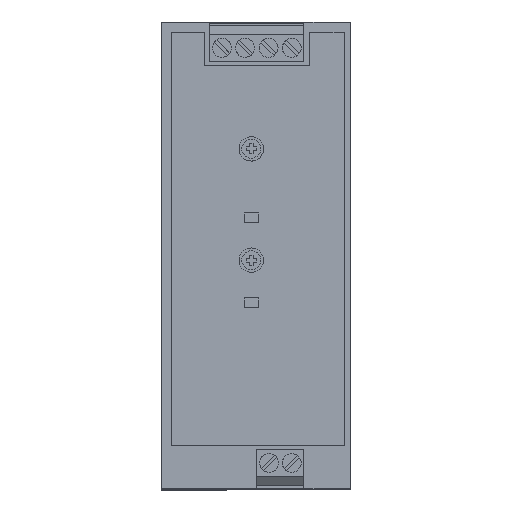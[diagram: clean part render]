
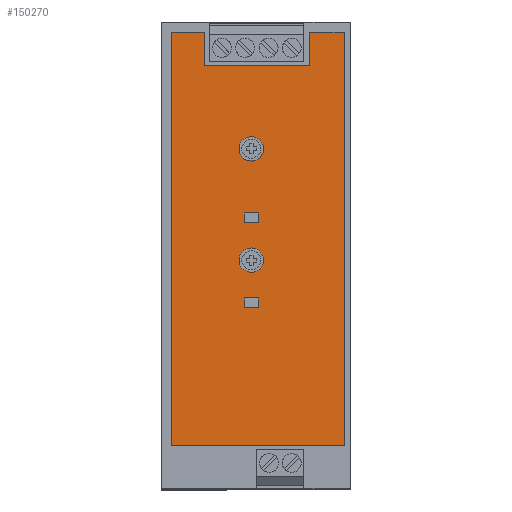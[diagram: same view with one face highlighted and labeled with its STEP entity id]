
A CAD part, top view. The second image highlights one B-rep face of the part: STEP entity #150270.
In plain terms, the highlighted face is planar.
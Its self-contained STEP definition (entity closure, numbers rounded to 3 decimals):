
#142310=CARTESIAN_POINT('',(14.614,88.9,47.35));
#142320=VERTEX_POINT('',#142310);
#142350=CARTESIAN_POINT('',(14.614,88.9,47.9));
#142360=DIRECTION('',(0.,0.,-1.));
#142370=VECTOR('',#142360,1.);
#142380=LINE('',#142350,#142370);
#142390=CARTESIAN_POINT('',(14.614,88.9,-40.214));
#142400=VERTEX_POINT('',#142390);
#142410=EDGE_CURVE('',#142320,#142400,#142380,.T.);
#144840=CARTESIAN_POINT('',(-0.85,88.9,-9.));
#144850=VERTEX_POINT('',#144840);
#144930=CARTESIAN_POINT('',(-0.85,88.9,-11.));
#144940=VERTEX_POINT('',#144930);
#144970=CARTESIAN_POINT('',(-0.85,88.9,0.));
#144980=DIRECTION('',(0.,0.,1.));
#144990=VECTOR('',#144980,1.);
#145000=LINE('',#144970,#144990);
#145010=EDGE_CURVE('',#144940,#144850,#145000,.T.);
#148250=CARTESIAN_POINT('',(-3.85,88.9,-11.));
#148260=VERTEX_POINT('',#148250);
#148290=CARTESIAN_POINT('',(0.,88.9,-11.));
#148300=DIRECTION('',(1.,0.,0.));
#148310=VECTOR('',#148300,1.);
#148320=LINE('',#148290,#148310);
#148330=EDGE_CURVE('',#148260,#144940,#148320,.T.);
#148560=CARTESIAN_POINT('',(7.6,88.9,40.15));
#148570=VERTEX_POINT('',#148560);
#148600=CARTESIAN_POINT('',(7.6,88.9,41.15));
#148610=DIRECTION('',(0.,0.,1.));
#148620=VECTOR('',#148610,1.);
#148630=LINE('',#148600,#148620);
#148640=CARTESIAN_POINT('',(7.6,88.9,47.35));
#148650=VERTEX_POINT('',#148640);
#148660=EDGE_CURVE('',#148570,#148650,#148630,.T.);
#148920=CARTESIAN_POINT('',(-10.375,88.9,0.));
#148930=DIRECTION('',(0.,1.,0.));
#148940=DIRECTION('',(0.,0.,1.));
#148950=AXIS2_PLACEMENT_3D('',#148920,#148930,#148940);
#148960=PLANE('',#148950);
#148970=CARTESIAN_POINT('',(-0.85,88.9,0.));
#148980=DIRECTION('',(0.,0.,1.));
#148990=VECTOR('',#148980,1.);
#149000=LINE('',#148970,#148990);
#149010=CARTESIAN_POINT('',(-0.85,88.9,7.));
#149020=VERTEX_POINT('',#149010);
#149030=CARTESIAN_POINT('',(-0.85,88.9,9.));
#149040=VERTEX_POINT('',#149030);
#149050=EDGE_CURVE('',#149020,#149040,#149000,.T.);
#149060=ORIENTED_EDGE('',*,*,#149050,.T.);
#149070=CARTESIAN_POINT('',(0.,88.9,7.));
#149080=DIRECTION('',(1.,0.,0.));
#149090=VECTOR('',#149080,1.);
#149100=LINE('',#149070,#149090);
#149110=CARTESIAN_POINT('',(-3.85,88.9,7.));
#149120=VERTEX_POINT('',#149110);
#149130=EDGE_CURVE('',#149120,#149020,#149100,.T.);
#149140=ORIENTED_EDGE('',*,*,#149130,.T.);
#149150=CARTESIAN_POINT('',(-3.85,88.9,0.));
#149160=DIRECTION('',(0.,0.,-1.));
#149170=VECTOR('',#149160,1.);
#149180=LINE('',#149150,#149170);
#149190=CARTESIAN_POINT('',(-3.85,88.9,9.));
#149200=VERTEX_POINT('',#149190);
#149210=EDGE_CURVE('',#149200,#149120,#149180,.T.);
#149220=ORIENTED_EDGE('',*,*,#149210,.T.);
#149230=CARTESIAN_POINT('',(0.,88.9,9.));
#149240=DIRECTION('',(-1.,0.,0.));
#149250=VECTOR('',#149240,1.);
#149260=LINE('',#149230,#149250);
#149270=EDGE_CURVE('',#149040,#149200,#149260,.T.);
#149280=ORIENTED_EDGE('',*,*,#149270,.T.);
#149290=EDGE_LOOP('',(#149280,#149220,#149140,#149060));
#149300=FACE_BOUND('',#149290,.T.);
#149310=CARTESIAN_POINT('',(-2.35,88.9,22.6));
#149320=DIRECTION('',(0.,-1.,0.));
#149330=DIRECTION('',(1.,0.,0.));
#149340=AXIS2_PLACEMENT_3D('',#149310,#149320,#149330);
#149350=CIRCLE('',#149340,2.6);
#149360=CARTESIAN_POINT('',(0.25,88.9,22.6));
#149370=VERTEX_POINT('',#149360);
#149380=CARTESIAN_POINT('',(-4.95,88.9,22.6));
#149390=VERTEX_POINT('',#149380);
#149400=EDGE_CURVE('',#149370,#149390,#149350,.T.);
#149410=ORIENTED_EDGE('',*,*,#149400,.T.);
#149420=EDGE_CURVE('',#149390,#149370,#149350,.T.);
#149430=ORIENTED_EDGE('',*,*,#149420,.T.);
#149440=EDGE_LOOP('',(#149430,#149410));
#149450=FACE_BOUND('',#149440,.T.);
#149460=ORIENTED_EDGE('',*,*,#148330,.T.);
#149470=CARTESIAN_POINT('',(-3.85,88.9,0.));
#149480=DIRECTION('',(0.,0.,-1.));
#149490=VECTOR('',#149480,1.);
#149500=LINE('',#149470,#149490);
#149510=CARTESIAN_POINT('',(-3.85,88.9,-9.));
#149520=VERTEX_POINT('',#149510);
#149530=EDGE_CURVE('',#149520,#148260,#149500,.T.);
#149540=ORIENTED_EDGE('',*,*,#149530,.T.);
#149550=CARTESIAN_POINT('',(0.,88.9,-9.));
#149560=DIRECTION('',(-1.,0.,0.));
#149570=VECTOR('',#149560,1.);
#149580=LINE('',#149550,#149570);
#149590=EDGE_CURVE('',#144850,#149520,#149580,.T.);
#149600=ORIENTED_EDGE('',*,*,#149590,.T.);
#149610=ORIENTED_EDGE('',*,*,#145010,.T.);
#149620=EDGE_LOOP('',(#149610,#149600,#149540,#149460));
#149630=FACE_BOUND('',#149620,.T.);
#149640=CARTESIAN_POINT('',(-2.35,88.9,-1.));
#149650=DIRECTION('',(0.,-1.,0.));
#149660=DIRECTION('',(1.,0.,0.));
#149670=AXIS2_PLACEMENT_3D('',#149640,#149650,#149660);
#149680=CIRCLE('',#149670,2.6);
#149690=CARTESIAN_POINT('',(0.25,88.9,-1.));
#149700=VERTEX_POINT('',#149690);
#149710=CARTESIAN_POINT('',(-4.95,88.9,-1.));
#149720=VERTEX_POINT('',#149710);
#149730=EDGE_CURVE('',#149700,#149720,#149680,.T.);
#149740=ORIENTED_EDGE('',*,*,#149730,.T.);
#149750=EDGE_CURVE('',#149720,#149700,#149680,.T.);
#149760=ORIENTED_EDGE('',*,*,#149750,.T.);
#149770=EDGE_LOOP('',(#149760,#149740));
#149780=FACE_BOUND('',#149770,.T.);
#149790=CARTESIAN_POINT('',(-14.65,88.9,41.15));
#149800=DIRECTION('',(0.,0.,-1.));
#149810=VECTOR('',#149800,1.);
#149820=LINE('',#149790,#149810);
#149830=CARTESIAN_POINT('',(-14.65,88.9,47.35));
#149840=VERTEX_POINT('',#149830);
#149850=CARTESIAN_POINT('',(-14.65,88.9,40.15));
#149860=VERTEX_POINT('',#149850);
#149870=EDGE_CURVE('',#149840,#149860,#149820,.T.);
#149880=ORIENTED_EDGE('',*,*,#149870,.T.);
#149890=CARTESIAN_POINT('',(-21.1,88.9,47.35));
#149900=DIRECTION('',(1.,0.,0.));
#149910=VECTOR('',#149900,1.);
#149920=LINE('',#149890,#149910);
#149930=CARTESIAN_POINT('',(-22.064,88.9,47.35));
#149940=VERTEX_POINT('',#149930);
#149950=EDGE_CURVE('',#149940,#149840,#149920,.T.);
#149960=ORIENTED_EDGE('',*,*,#149950,.T.);
#149970=CARTESIAN_POINT('',(-22.06,88.9,0.));
#149980=DIRECTION('',(0.,0.,1.));
#149990=VECTOR('',#149980,1.);
#150000=LINE('',#149970,#149990);
#150010=CARTESIAN_POINT('',(-22.06,88.9,-40.214));
#150020=VERTEX_POINT('',#150010);
#150030=EDGE_CURVE('',#150020,#149940,#150000,.T.);
#150040=ORIENTED_EDGE('',*,*,#150030,.T.);
#150050=CARTESIAN_POINT('',(0.,88.9,-40.214));
#150060=DIRECTION('',(-1.,0.,0.));
#150070=VECTOR('',#150060,1.);
#150080=LINE('',#150050,#150070);
#150090=EDGE_CURVE('',#142400,#150020,#150080,.T.);
#150100=ORIENTED_EDGE('',*,*,#150090,.T.);
#150110=ORIENTED_EDGE('',*,*,#142410,.T.);
#150120=CARTESIAN_POINT('',(7.6,88.9,47.35));
#150130=DIRECTION('',(1.,0.,0.));
#150140=VECTOR('',#150130,1.);
#150150=LINE('',#150120,#150140);
#150160=EDGE_CURVE('',#148650,#142320,#150150,.T.);
#150170=ORIENTED_EDGE('',*,*,#150160,.T.);
#150180=ORIENTED_EDGE('',*,*,#148660,.T.);
#150190=CARTESIAN_POINT('',(0.,88.9,40.15));
#150200=DIRECTION('',(1.,0.,0.));
#150210=VECTOR('',#150200,1.);
#150220=LINE('',#150190,#150210);
#150230=EDGE_CURVE('',#149860,#148570,#150220,.T.);
#150240=ORIENTED_EDGE('',*,*,#150230,.T.);
#150250=EDGE_LOOP('',(#150240,#150180,#150170,#150110,#150100,#150040,
#149960,#149880));
#150260=FACE_OUTER_BOUND('',#150250,.T.);
#150270=ADVANCED_FACE('',(#149300,#149450,#149630,#149780,#150260),
#148960,.T.);
